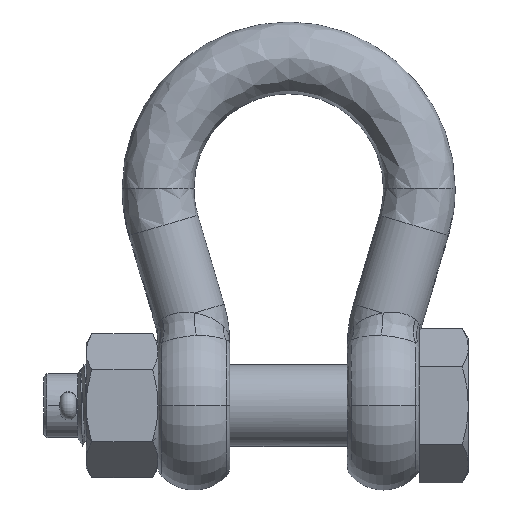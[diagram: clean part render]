
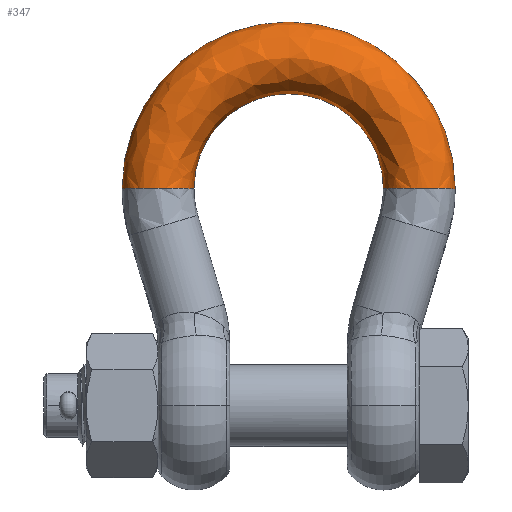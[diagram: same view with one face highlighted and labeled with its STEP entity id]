
A CAD part, top view. The second image highlights one B-rep face of the part: STEP entity #347.
In plain terms, the highlighted free-form (B-spline) face has degree [3, 3] with [4, 4] control points.
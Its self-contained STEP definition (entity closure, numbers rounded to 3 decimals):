
#347=ADVANCED_FACE('NONE',(#1354),#1355,.F.);
#1354=FACE_OUTER_BOUND('',#4665,.T.);
#1355=(B_SPLINE_SURFACE(3,3,((#4667,#4668,#4669,#4670),(#4671,#4672,#4673,#4674),(#4675,#4676,#4677,#4678),(#4679,#4680,#4681,#4682)),.UNSPECIFIED.,.F.,.F.,.F.)B_SPLINE_SURFACE_WITH_KNOTS((4,4),(4,4),(0.0,1.0),(0.0,1.0),.UNSPECIFIED.)RATIONAL_B_SPLINE_SURFACE(((1.0,0.333,0.333,1.0),(0.333,0.111,0.111,0.333),(0.333,0.111,0.111,0.333),(1.0,0.333,0.333,1.0)))BOUNDED_SURFACE()REPRESENTATION_ITEM('')GEOMETRIC_REPRESENTATION_ITEM()SURFACE());
#4665=EDGE_LOOP('',(#15993,#15994,#15995,#15996));
#4667=CARTESIAN_POINT('',(-29.005,66.5,0.));
#4668=CARTESIAN_POINT('',(-29.005,124.51,0.));
#4669=CARTESIAN_POINT('',(29.005,124.51,0.));
#4670=CARTESIAN_POINT('',(29.005,66.5,0.));
#4671=CARTESIAN_POINT('',(-29.005,66.5,21.99));
#4672=CARTESIAN_POINT('',(-29.005,124.51,21.99));
#4673=CARTESIAN_POINT('',(29.005,124.51,21.99));
#4674=CARTESIAN_POINT('',(29.005,66.5,21.99));
#4675=CARTESIAN_POINT('',(-50.995,66.5,21.99));
#4676=CARTESIAN_POINT('',(-50.995,168.49,21.99));
#4677=CARTESIAN_POINT('',(50.995,168.49,21.99));
#4678=CARTESIAN_POINT('',(50.995,66.5,21.99));
#4679=CARTESIAN_POINT('',(-50.995,66.5,0.));
#4680=CARTESIAN_POINT('',(-50.995,168.49,0.));
#4681=CARTESIAN_POINT('',(50.995,168.49,0.));
#4682=CARTESIAN_POINT('',(50.995,66.5,0.));
#15993=ORIENTED_EDGE('',*,*,#20375,.F.);
#15994=ORIENTED_EDGE('',*,*,#20427,.F.);
#15995=ORIENTED_EDGE('',*,*,#20428,.T.);
#15996=ORIENTED_EDGE('',*,*,#20425,.F.);
#20375=EDGE_CURVE('NONE',#23028,#23027,#23030,.T.);
#20425=EDGE_CURVE('NONE',#23027,#23106,#23107,.T.);
#20427=EDGE_CURVE('NONE',#23108,#23028,#23110,.T.);
#20428=EDGE_CURVE('NONE',#23108,#23106,#23111,.T.);
#23027=VERTEX_POINT('NONE',#29944);
#23028=VERTEX_POINT('NONE',#29945);
#23030=B_SPLINE_CURVE_WITH_KNOTS('',3,(#29993,#29994,#29995,#29996,#29997,#29998,#29999,#30000,#30001,#30002,#30003,#30004,#30005,#30006,#30007,#30008,#30009,#30010,#30011,#30012,#30013,#30014,#30015,#30016,#30017,#30018,#30019,#30020,#30021,#30022,#30023,#30024,#30025,#30026,#30027,#30028,#30029,#30030,#30031,#30032,#30033,#30034,#30035,#30036,#30037,#30038,#30039),.UNSPECIFIED.,.F.,.F.,(4,2,2,2,2,2,2,2,2,1,2,2,2,2,2,2,2,2,2,2,2,2,2,4),(0.,0.002,0.003,0.004,0.006,0.008,0.009,0.011,0.012,0.013,0.014,0.015,0.017,0.018,0.019,0.021,0.023,0.024,0.026,0.028,0.029,0.03,0.032,0.034),.UNSPECIFIED.);
#23106=VERTEX_POINT('NONE',#30325);
#23107=CIRCLE('',#30326,50.995);
#23108=VERTEX_POINT('NONE',#30327);
#23110=CIRCLE('',#30375,29.005);
#23111=B_SPLINE_CURVE_WITH_KNOTS('',3,(#30376,#30377,#30378,#30379,#30380,#30381,#30382,#30383,#30384,#30385,#30386,#30387,#30388,#30389,#30390,#30391,#30392,#30393,#30394,#30395,#30396,#30397,#30398,#30399,#30400,#30401,#30402,#30403,#30404,#30405,#30406,#30407,#30408,#30409,#30410,#30411,#30412,#30413,#30414,#30415,#30416,#30417,#30418,#30419,#30420,#30421,#30422),.UNSPECIFIED.,.F.,.F.,(4,2,2,2,2,2,2,2,2,1,2,2,2,2,2,2,2,2,2,2,2,2,2,4),(0.0,0.002,0.003,0.004,0.006,0.008,0.009,0.011,0.012,0.013,0.014,0.015,0.017,0.018,0.019,0.021,0.023,0.024,0.026,0.028,0.029,0.03,0.032,0.034),.UNSPECIFIED.);
#29944=CARTESIAN_POINT('',(-50.995,66.5,0.));
#29945=CARTESIAN_POINT('',(-29.005,66.5,0.));
#29993=CARTESIAN_POINT('',(-29.005,66.5,0.));
#29994=CARTESIAN_POINT('',(-29.005,66.5,0.726));
#29995=CARTESIAN_POINT('',(-29.076,66.5,1.44));
#29996=CARTESIAN_POINT('',(-29.286,66.5,2.494));
#29997=CARTESIAN_POINT('',(-29.373,66.5,2.843));
#29998=CARTESIAN_POINT('',(-29.582,66.5,3.533));
#29999=CARTESIAN_POINT('',(-29.705,66.5,3.877));
#30000=CARTESIAN_POINT('',(-30.119,66.5,4.875));
#30001=CARTESIAN_POINT('',(-30.456,66.5,5.507));
#30002=CARTESIAN_POINT('',(-31.055,66.5,6.403));
#30003=CARTESIAN_POINT('',(-31.27,66.5,6.694));
#30004=CARTESIAN_POINT('',(-31.73,66.5,7.255));
#30005=CARTESIAN_POINT('',(-31.972,66.5,7.521));
#30006=CARTESIAN_POINT('',(-32.733,66.5,8.282));
#30007=CARTESIAN_POINT('',(-33.286,66.5,8.737));
#30008=CARTESIAN_POINT('',(-34.187,66.5,9.34));
#30009=CARTESIAN_POINT('',(-34.5,66.5,9.527));
#30010=CARTESIAN_POINT('',(-35.134,66.5,9.866));
#30011=CARTESIAN_POINT('',(-35.782,66.5,10.173));
#30012=CARTESIAN_POINT('',(-36.457,66.5,10.415));
#30013=CARTESIAN_POINT('',(-37.145,66.5,10.624));
#30014=CARTESIAN_POINT('',(-37.498,66.5,10.713));
#30015=CARTESIAN_POINT('',(-38.562,66.5,10.925));
#30016=CARTESIAN_POINT('',(-39.276,66.5,10.995));
#30017=CARTESIAN_POINT('',(-40.351,66.5,10.995));
#30018=CARTESIAN_POINT('',(-40.71,66.5,10.978));
#30019=CARTESIAN_POINT('',(-41.431,66.5,10.907));
#30020=CARTESIAN_POINT('',(-41.79,66.5,10.854));
#30021=CARTESIAN_POINT('',(-42.848,66.5,10.644));
#30022=CARTESIAN_POINT('',(-43.533,66.5,10.437));
#30023=CARTESIAN_POINT('',(-44.532,66.5,10.024));
#30024=CARTESIAN_POINT('',(-44.861,66.5,9.869));
#30025=CARTESIAN_POINT('',(-45.498,66.5,9.528));
#30026=CARTESIAN_POINT('',(-45.806,66.5,9.344));
#30027=CARTESIAN_POINT('',(-46.7,66.5,8.747));
#30028=CARTESIAN_POINT('',(-47.256,66.5,8.293));
#30029=CARTESIAN_POINT('',(-48.282,66.5,7.268));
#30030=CARTESIAN_POINT('',(-48.739,66.5,6.711));
#30031=CARTESIAN_POINT('',(-49.336,66.5,5.819));
#30032=CARTESIAN_POINT('',(-49.521,66.5,5.511));
#30033=CARTESIAN_POINT('',(-49.862,66.5,4.875));
#30034=CARTESIAN_POINT('',(-50.018,66.5,4.546));
#30035=CARTESIAN_POINT('',(-50.432,66.5,3.547));
#30036=CARTESIAN_POINT('',(-50.64,66.5,2.861));
#30037=CARTESIAN_POINT('',(-50.922,66.5,1.453));
#30038=CARTESIAN_POINT('',(-50.995,66.5,0.726));
#30039=CARTESIAN_POINT('',(-50.995,66.5,0.));
#30325=CARTESIAN_POINT('',(50.995,66.5,0.));
#30326=AXIS2_PLACEMENT_3D('',#39443,#39444,#39445);
#30327=CARTESIAN_POINT('',(29.005,66.5,0.));
#30375=AXIS2_PLACEMENT_3D('',#39446,#39447,#39448);
#30376=CARTESIAN_POINT('',(29.005,66.5,0.));
#30377=CARTESIAN_POINT('',(29.005,66.5,0.726));
#30378=CARTESIAN_POINT('',(29.076,66.5,1.44));
#30379=CARTESIAN_POINT('',(29.286,66.5,2.494));
#30380=CARTESIAN_POINT('',(29.373,66.5,2.843));
#30381=CARTESIAN_POINT('',(29.582,66.5,3.533));
#30382=CARTESIAN_POINT('',(29.705,66.5,3.877));
#30383=CARTESIAN_POINT('',(30.119,66.5,4.875));
#30384=CARTESIAN_POINT('',(30.456,66.5,5.507));
#30385=CARTESIAN_POINT('',(31.055,66.5,6.403));
#30386=CARTESIAN_POINT('',(31.27,66.5,6.694));
#30387=CARTESIAN_POINT('',(31.73,66.5,7.255));
#30388=CARTESIAN_POINT('',(31.972,66.5,7.521));
#30389=CARTESIAN_POINT('',(32.733,66.5,8.282));
#30390=CARTESIAN_POINT('',(33.286,66.5,8.737));
#30391=CARTESIAN_POINT('',(34.187,66.5,9.34));
#30392=CARTESIAN_POINT('',(34.5,66.5,9.527));
#30393=CARTESIAN_POINT('',(35.134,66.5,9.866));
#30394=CARTESIAN_POINT('',(35.782,66.5,10.173));
#30395=CARTESIAN_POINT('',(36.457,66.5,10.415));
#30396=CARTESIAN_POINT('',(37.145,66.5,10.624));
#30397=CARTESIAN_POINT('',(37.498,66.5,10.713));
#30398=CARTESIAN_POINT('',(38.562,66.5,10.925));
#30399=CARTESIAN_POINT('',(39.276,66.5,10.995));
#30400=CARTESIAN_POINT('',(40.351,66.5,10.995));
#30401=CARTESIAN_POINT('',(40.71,66.5,10.978));
#30402=CARTESIAN_POINT('',(41.431,66.5,10.907));
#30403=CARTESIAN_POINT('',(41.79,66.5,10.854));
#30404=CARTESIAN_POINT('',(42.848,66.5,10.644));
#30405=CARTESIAN_POINT('',(43.533,66.5,10.437));
#30406=CARTESIAN_POINT('',(44.532,66.5,10.024));
#30407=CARTESIAN_POINT('',(44.861,66.5,9.869));
#30408=CARTESIAN_POINT('',(45.498,66.5,9.528));
#30409=CARTESIAN_POINT('',(45.806,66.5,9.344));
#30410=CARTESIAN_POINT('',(46.7,66.5,8.747));
#30411=CARTESIAN_POINT('',(47.256,66.5,8.293));
#30412=CARTESIAN_POINT('',(48.282,66.5,7.268));
#30413=CARTESIAN_POINT('',(48.739,66.5,6.711));
#30414=CARTESIAN_POINT('',(49.336,66.5,5.819));
#30415=CARTESIAN_POINT('',(49.521,66.5,5.511));
#30416=CARTESIAN_POINT('',(49.862,66.5,4.875));
#30417=CARTESIAN_POINT('',(50.018,66.5,4.546));
#30418=CARTESIAN_POINT('',(50.432,66.5,3.547));
#30419=CARTESIAN_POINT('',(50.64,66.5,2.861));
#30420=CARTESIAN_POINT('',(50.922,66.5,1.453));
#30421=CARTESIAN_POINT('',(50.995,66.5,0.726));
#30422=CARTESIAN_POINT('',(50.995,66.5,0.));
#39443=CARTESIAN_POINT('',(0.0,66.5,0.));
#39444=DIRECTION('',(0.0,0.0,-1.0));
#39445=DIRECTION('',(-1.0,0.0,0.0));
#39446=CARTESIAN_POINT('',(0.0,66.5,0.));
#39447=DIRECTION('',(0.0,0.0,1.0));
#39448=DIRECTION('',(-1.0,0.0,0.0));
